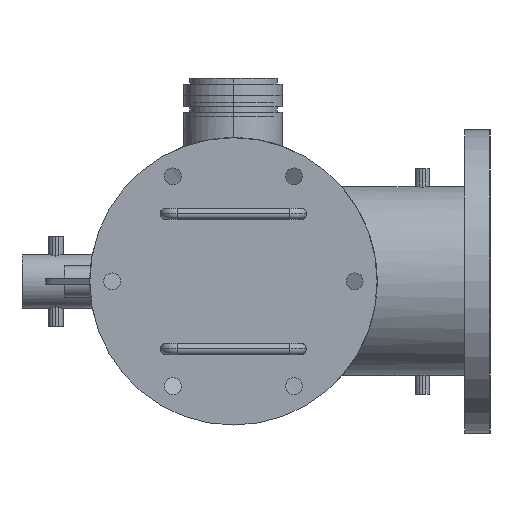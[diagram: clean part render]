
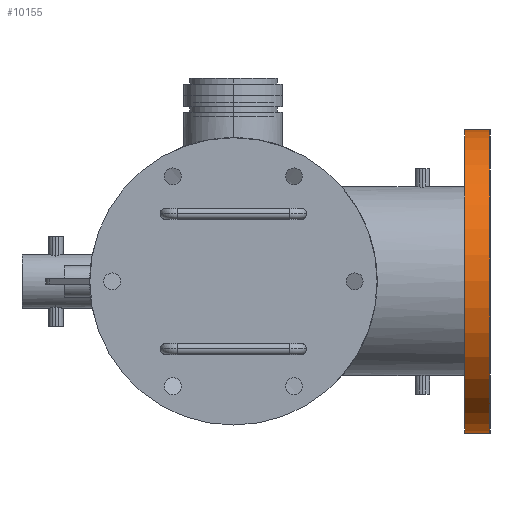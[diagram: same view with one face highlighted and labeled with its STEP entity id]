
A CAD part, left-side view. The second image highlights one B-rep face of the part: STEP entity #10155.
In plain terms, the highlighted cylindrical face has radius 171.45 mm (diameter 342.9 mm), a partial arc.
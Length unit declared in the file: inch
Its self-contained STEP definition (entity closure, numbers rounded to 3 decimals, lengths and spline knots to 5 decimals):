
#431 = AXIS2_PLACEMENT_3D ( 'NONE', #11409, #2593, #915 ) ;
#487 = CIRCLE ( 'NONE', #431, 6.75 ) ;
#603 = EDGE_CURVE ( 'NONE', #10078, #3299, #4738, .T. ) ;
#891 = CARTESIAN_POINT ( 'NONE',  ( 10.59, -10.26, 6.75 ) ) ;
#915 = DIRECTION ( 'NONE',  ( 0., 0., -1. ) ) ;
#1145 = FACE_OUTER_BOUND ( 'NONE', #7026, .T. ) ;
#1966 = LINE ( 'NONE', #7430, #2894 ) ;
#2194 = VERTEX_POINT ( 'NONE', #9133 ) ;
#2270 = CARTESIAN_POINT ( 'NONE',  ( 10.59, -10.26, 0. ) ) ;
#2564 = CARTESIAN_POINT ( 'NONE',  ( 10.59, -11.38, -6.75 ) ) ;
#2593 = DIRECTION ( 'NONE',  ( 0., -1., 0. ) ) ;
#2894 = VECTOR ( 'NONE', #7509, 39.37008 ) ;
#3299 = VERTEX_POINT ( 'NONE', #3514 ) ;
#3514 = CARTESIAN_POINT ( 'NONE',  ( 10.59, -10.26, -6.75 ) ) ;
#4033 = DIRECTION ( 'NONE',  ( 0., -1., 0. ) ) ;
#4112 = ORIENTED_EDGE ( 'NONE', *, *, #10571, .T. ) ;
#4738 = CIRCLE ( 'NONE', #6059, 6.75 ) ;
#5411 = EDGE_CURVE ( 'NONE', #2194, #8588, #487, .T. ) ;
#5775 = ORIENTED_EDGE ( 'NONE', *, *, #5411, .F. ) ;
#6059 = AXIS2_PLACEMENT_3D ( 'NONE', #11381, #6904, #8742 ) ;
#6131 = EDGE_CURVE ( 'NONE', #10078, #2194, #8348, .T. ) ;
#6904 = DIRECTION ( 'NONE',  ( 0., -1., 0. ) ) ;
#7026 = EDGE_LOOP ( 'NONE', ( #7553, #11180, #4112, #5775 ) ) ;
#7430 = CARTESIAN_POINT ( 'NONE',  ( 10.59, -10.26, -6.75 ) ) ;
#7509 = DIRECTION ( 'NONE',  ( 0., -1., 0. ) ) ;
#7553 = ORIENTED_EDGE ( 'NONE', *, *, #6131, .F. ) ;
#7557 = CARTESIAN_POINT ( 'NONE',  ( 10.59, -10.26, 6.75 ) ) ;
#8348 = LINE ( 'NONE', #7557, #9496 ) ;
#8477 = DIRECTION ( 'NONE',  ( 0., -1., 0. ) ) ;
#8588 = VERTEX_POINT ( 'NONE', #2564 ) ;
#8742 = DIRECTION ( 'NONE',  ( 0., 0., -1. ) ) ;
#9133 = CARTESIAN_POINT ( 'NONE',  ( 10.59, -11.38, 6.75 ) ) ;
#9147 = CYLINDRICAL_SURFACE ( 'NONE', #11037, 6.75 ) ;
#9496 = VECTOR ( 'NONE', #4033, 39.37008 ) ;
#10078 = VERTEX_POINT ( 'NONE', #891 ) ;
#10155 = ADVANCED_FACE ( 'NONE', ( #1145 ), #9147, .T. ) ;
#10571 = EDGE_CURVE ( 'NONE', #3299, #8588, #1966, .T. ) ;
#11037 = AXIS2_PLACEMENT_3D ( 'NONE', #2270, #8477, #11159 ) ;
#11159 = DIRECTION ( 'NONE',  ( 0., 0., -1. ) ) ;
#11180 = ORIENTED_EDGE ( 'NONE', *, *, #603, .T. ) ;
#11381 = CARTESIAN_POINT ( 'NONE',  ( 10.59, -10.26, 0. ) ) ;
#11409 = CARTESIAN_POINT ( 'NONE',  ( 10.59, -11.38, 0. ) ) ;
